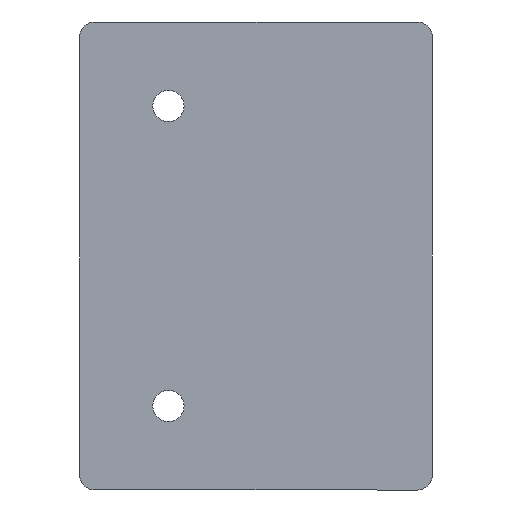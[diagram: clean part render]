
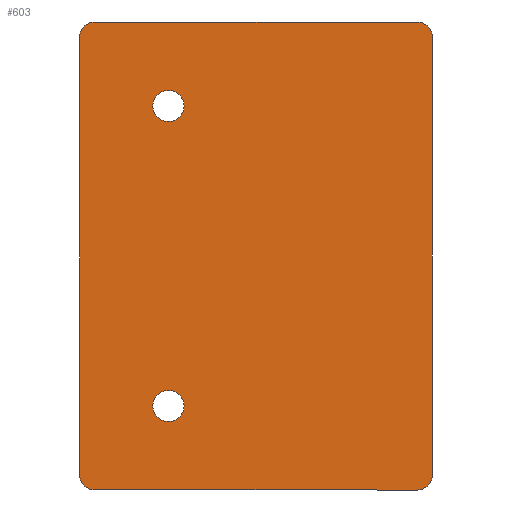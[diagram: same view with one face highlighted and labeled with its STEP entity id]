
A CAD part, front view. The second image highlights one B-rep face of the part: STEP entity #603.
In plain terms, the highlighted planar face has unit normal (0, -1, 0).
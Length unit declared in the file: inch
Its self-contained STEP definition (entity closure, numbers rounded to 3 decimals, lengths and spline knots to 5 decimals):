
#37=FACE_BOUND('',#127,.T.);
#38=FACE_BOUND('',#128,.T.);
#61=PLANE('',#672);
#92=FACE_OUTER_BOUND('',#126,.T.);
#126=EDGE_LOOP('',(#555,#556,#557,#558,#559,#560,#561,#562));
#127=EDGE_LOOP('',(#563));
#128=EDGE_LOOP('',(#564));
#139=LINE('',#867,#203);
#144=LINE('',#881,#208);
#191=LINE('',#992,#255);
#192=LINE('',#994,#256);
#203=VECTOR('',#701,0.3937);
#208=VECTOR('',#716,0.3937);
#255=VECTOR('',#825,0.3937);
#256=VECTOR('',#828,0.3937);
#258=CIRCLE('',#628,0.0625);
#262=CIRCLE('',#635,0.0625);
#263=CIRCLE('',#637,0.0625);
#264=CIRCLE('',#640,0.0625);
#265=CIRCLE('',#648,0.065);
#267=CIRCLE('',#651,0.065);
#275=VERTEX_POINT('',#838);
#276=VERTEX_POINT('',#840);
#287=VERTEX_POINT('',#866);
#288=VERTEX_POINT('',#870);
#289=VERTEX_POINT('',#874);
#290=VERTEX_POINT('',#876);
#291=VERTEX_POINT('',#880);
#292=VERTEX_POINT('',#884);
#304=VERTEX_POINT('',#922);
#306=VERTEX_POINT('',#928);
#327=EDGE_CURVE('',#275,#276,#258,.T.);
#340=EDGE_CURVE('',#276,#287,#139,.T.);
#342=EDGE_CURVE('',#287,#288,#262,.T.);
#345=EDGE_CURVE('',#289,#290,#263,.T.);
#347=EDGE_CURVE('',#290,#291,#144,.T.);
#349=EDGE_CURVE('',#291,#292,#264,.T.);
#368=EDGE_CURVE('',#304,#304,#265,.T.);
#371=EDGE_CURVE('',#306,#306,#267,.T.);
#403=EDGE_CURVE('',#288,#289,#191,.T.);
#404=EDGE_CURVE('',#292,#275,#192,.T.);
#555=ORIENTED_EDGE('',*,*,#327,.F.);
#556=ORIENTED_EDGE('',*,*,#404,.F.);
#557=ORIENTED_EDGE('',*,*,#349,.F.);
#558=ORIENTED_EDGE('',*,*,#347,.F.);
#559=ORIENTED_EDGE('',*,*,#345,.F.);
#560=ORIENTED_EDGE('',*,*,#403,.F.);
#561=ORIENTED_EDGE('',*,*,#342,.F.);
#562=ORIENTED_EDGE('',*,*,#340,.F.);
#563=ORIENTED_EDGE('',*,*,#368,.T.);
#564=ORIENTED_EDGE('',*,*,#371,.T.);
#603=ADVANCED_FACE('',(#92,#37,#38),#61,.F.);
#628=AXIS2_PLACEMENT_3D('',#841,#680,#681);
#635=AXIS2_PLACEMENT_3D('',#871,#705,#706);
#637=AXIS2_PLACEMENT_3D('',#877,#711,#712);
#640=AXIS2_PLACEMENT_3D('',#885,#720,#721);
#648=AXIS2_PLACEMENT_3D('',#923,#754,#755);
#651=AXIS2_PLACEMENT_3D('',#929,#761,#762);
#672=AXIS2_PLACEMENT_3D('',#996,#831,#832);
#680=DIRECTION('center_axis',(0.,1.,0.));
#681=DIRECTION('ref_axis',(-0.707,0.,-0.707));
#701=DIRECTION('',(0.,0.,1.));
#705=DIRECTION('center_axis',(0.,1.,0.));
#706=DIRECTION('ref_axis',(-0.707,0.,0.707));
#711=DIRECTION('center_axis',(0.,1.,0.));
#712=DIRECTION('ref_axis',(0.707,0.,0.707));
#716=DIRECTION('',(0.,0.,-1.));
#720=DIRECTION('center_axis',(0.,1.,0.));
#721=DIRECTION('ref_axis',(0.707,0.,-0.707));
#754=DIRECTION('center_axis',(0.,1.,0.));
#755=DIRECTION('ref_axis',(-1.,0.,0.));
#761=DIRECTION('center_axis',(0.,1.,0.));
#762=DIRECTION('ref_axis',(-1.,0.,0.));
#825=DIRECTION('',(1.,0.,0.));
#828=DIRECTION('',(-1.,0.,0.));
#831=DIRECTION('center_axis',(0.,1.,0.));
#832=DIRECTION('ref_axis',(0.,0.,1.));
#838=CARTESIAN_POINT('',(-0.6725,0.,-0.975));
#840=CARTESIAN_POINT('',(-0.735,0.,-0.9125));
#841=CARTESIAN_POINT('Origin',(-0.6725,0.,-0.9125));
#866=CARTESIAN_POINT('',(-0.735,0.,0.9125));
#867=CARTESIAN_POINT('',(-0.735,0.,-0.975));
#870=CARTESIAN_POINT('',(-0.6725,0.,0.975));
#871=CARTESIAN_POINT('Origin',(-0.6725,0.,0.9125));
#874=CARTESIAN_POINT('',(0.6725,0.,0.975));
#876=CARTESIAN_POINT('',(0.735,0.,0.9125));
#877=CARTESIAN_POINT('Origin',(0.6725,0.,0.9125));
#880=CARTESIAN_POINT('',(0.735,0.,-0.9125));
#881=CARTESIAN_POINT('',(0.735,0.,0.975));
#884=CARTESIAN_POINT('',(0.6725,0.,-0.975));
#885=CARTESIAN_POINT('Origin',(0.6725,0.,-0.9125));
#922=CARTESIAN_POINT('',(-0.3,0.,0.625));
#923=CARTESIAN_POINT('Origin',(-0.365,0.,0.625));
#928=CARTESIAN_POINT('',(-0.3,0.,-0.625));
#929=CARTESIAN_POINT('Origin',(-0.365,0.,-0.625));
#992=CARTESIAN_POINT('',(-0.735,0.,0.975));
#994=CARTESIAN_POINT('',(0.735,0.,-0.975));
#996=CARTESIAN_POINT('Origin',(0.,0.,0.));
